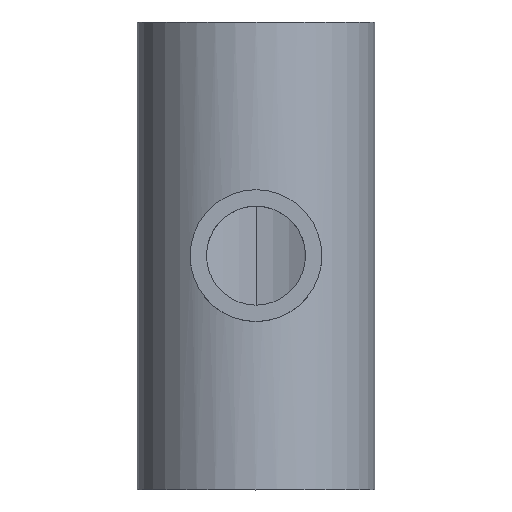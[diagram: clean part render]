
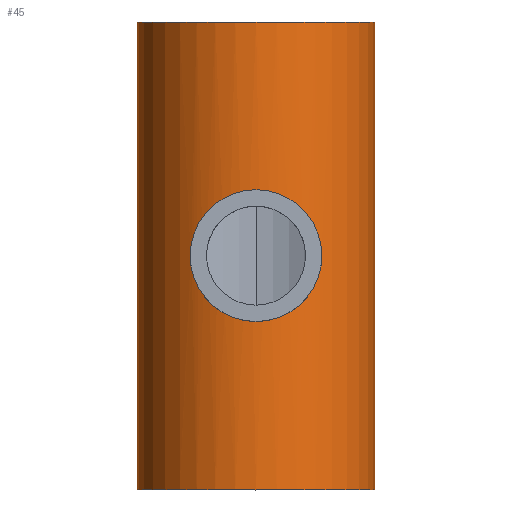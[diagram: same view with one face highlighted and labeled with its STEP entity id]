
A CAD part, top view. The second image highlights one B-rep face of the part: STEP entity #45.
In plain terms, the highlighted cylindrical face has radius 30 mm (diameter 60 mm), a partial arc.
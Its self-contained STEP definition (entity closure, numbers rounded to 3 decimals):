
#45=ADVANCED_FACE('',(#103,#104),#105,.T.);
#103=FACE_OUTER_BOUND('',#178,.T.);
#104=FACE_BOUND('',#179,.T.);
#105=CYLINDRICAL_SURFACE('',#180,30.0);
#178=EDGE_LOOP('',(#247,#248,#249,#250));
#179=EDGE_LOOP('',(#251,#252));
#180=AXIS2_PLACEMENT_3D('',#253,#254,#255);
#247=ORIENTED_EDGE('',*,*,#418,.F.);
#248=ORIENTED_EDGE('',*,*,#419,.F.);
#249=ORIENTED_EDGE('',*,*,#420,.F.);
#250=ORIENTED_EDGE('',*,*,#421,.F.);
#251=ORIENTED_EDGE('',*,*,#422,.T.);
#252=ORIENTED_EDGE('',*,*,#423,.T.);
#253=CARTESIAN_POINT('',(0.0,0.0,0.0));
#254=DIRECTION('',(0.0,-1.0,0.0));
#255=DIRECTION('',(1.0,0.0,0.0));
#418=EDGE_CURVE('',#484,#485,#486,.T.);
#419=EDGE_CURVE('',#487,#484,#488,.T.);
#420=EDGE_CURVE('',#489,#487,#490,.T.);
#421=EDGE_CURVE('',#485,#489,#491,.T.);
#422=EDGE_CURVE('',#492,#493,#494,.T.);
#423=EDGE_CURVE('',#493,#492,#495,.T.);
#484=VERTEX_POINT('',#580);
#485=VERTEX_POINT('',#581);
#486=LINE('',#582,#583);
#487=VERTEX_POINT('',#584);
#488=CIRCLE('',#585,30.0);
#489=VERTEX_POINT('',#586);
#490=LINE('',#587,#588);
#491=CIRCLE('',#589,30.0);
#492=VERTEX_POINT('',#590);
#493=VERTEX_POINT('',#591);
#494=B_SPLINE_CURVE_WITH_KNOTS('',3,(#592,#593,#594,#595,#596,#597,#598,#599,#600,#601,#602,#603,#604,#605,#606,#607,#608,#609,#610,#611,#612,#613,#614,#615,#616,#617,#618,#619,#620,#621,#622,#623,#624,#625,#626,#627,#628,#629,#630,#631,#632,#633),.UNSPECIFIED.,.F.,.F.,(4,2,2,2,2,2,2,2,2,2,2,2,2,2,2,2,2,2,2,2,4),(0.0,1.597,3.194,6.388,9.582,12.776,15.956,19.137,22.317,23.907,25.497,27.088,28.678,31.858,35.038,38.219,41.413,44.607,47.801,49.398,50.995),.UNSPECIFIED.);
#495=B_SPLINE_CURVE_WITH_KNOTS('',3,(#634,#635,#636,#637,#638,#639,#640,#641,#642,#643,#644,#645,#646,#647,#648,#649,#650,#651,#652,#653,#654,#655,#656,#657,#658,#659,#660,#661,#662,#663,#664,#665,#666,#667,#668,#669,#670,#671,#672,#673,#674,#675),.UNSPECIFIED.,.F.,.F.,(4,2,2,2,2,2,2,2,2,2,2,2,2,2,2,2,2,2,2,2,4),(50.995,52.592,54.189,57.382,60.576,63.77,66.951,70.131,73.312,74.902,76.492,78.082,79.672,82.853,86.033,89.213,92.407,95.601,98.795,100.392,101.989),.UNSPECIFIED.);
#580=CARTESIAN_POINT('',(30.0,59.0,0.0));
#581=CARTESIAN_POINT('',(30.0,-59.0,0.0));
#582=CARTESIAN_POINT('',(30.0,0.0,0.));
#583=VECTOR('',#840,1.0);
#584=CARTESIAN_POINT('',(-30.0,59.0,0.));
#585=AXIS2_PLACEMENT_3D('',#841,#842,#843);
#586=CARTESIAN_POINT('',(-30.0,-59.0,0.));
#587=CARTESIAN_POINT('',(-30.0,0.0,0.));
#588=VECTOR('',#844,1.0);
#589=AXIS2_PLACEMENT_3D('',#845,#846,#847);
#590=CARTESIAN_POINT('',(16.5,0.0,25.055));
#591=CARTESIAN_POINT('',(-16.5,0.,25.055));
#592=CARTESIAN_POINT('',(16.5,0.0,25.055));
#593=CARTESIAN_POINT('',(16.5,-0.532,25.055));
#594=CARTESIAN_POINT('',(16.474,-1.071,25.072));
#595=CARTESIAN_POINT('',(16.368,-2.152,25.141));
#596=CARTESIAN_POINT('',(16.288,-2.693,25.194));
#597=CARTESIAN_POINT('',(15.966,-4.307,25.4));
#598=CARTESIAN_POINT('',(15.641,-5.368,25.605));
#599=CARTESIAN_POINT('',(14.793,-7.39,26.104));
#600=CARTESIAN_POINT('',(14.27,-8.353,26.398));
#601=CARTESIAN_POINT('',(13.067,-10.131,27.013));
#602=CARTESIAN_POINT('',(12.389,-10.946,27.334));
#603=CARTESIAN_POINT('',(10.949,-12.386,27.942));
#604=CARTESIAN_POINT('',(10.136,-13.064,28.251));
#605=CARTESIAN_POINT('',(8.358,-14.267,28.828));
#606=CARTESIAN_POINT('',(7.392,-14.792,29.094));
#607=CARTESIAN_POINT('',(5.365,-15.642,29.535));
#608=CARTESIAN_POINT('',(4.302,-15.967,29.71));
#609=CARTESIAN_POINT('',(2.687,-16.289,29.884));
#610=CARTESIAN_POINT('',(2.146,-16.369,29.928));
#611=CARTESIAN_POINT('',(1.067,-16.474,29.986));
#612=CARTESIAN_POINT('',(0.53,-16.5,30.0));
#613=CARTESIAN_POINT('',(-0.53,-16.5,30.0));
#614=CARTESIAN_POINT('',(-1.067,-16.474,29.986));
#615=CARTESIAN_POINT('',(-2.146,-16.369,29.928));
#616=CARTESIAN_POINT('',(-2.687,-16.289,29.884));
#617=CARTESIAN_POINT('',(-4.302,-15.967,29.71));
#618=CARTESIAN_POINT('',(-5.365,-15.642,29.535));
#619=CARTESIAN_POINT('',(-7.392,-14.792,29.094));
#620=CARTESIAN_POINT('',(-8.358,-14.267,28.828));
#621=CARTESIAN_POINT('',(-10.136,-13.064,28.251));
#622=CARTESIAN_POINT('',(-10.949,-12.386,27.942));
#623=CARTESIAN_POINT('',(-12.389,-10.946,27.334));
#624=CARTESIAN_POINT('',(-13.067,-10.131,27.013));
#625=CARTESIAN_POINT('',(-14.27,-8.353,26.398));
#626=CARTESIAN_POINT('',(-14.793,-7.39,26.104));
#627=CARTESIAN_POINT('',(-15.641,-5.368,25.605));
#628=CARTESIAN_POINT('',(-15.966,-4.307,25.4));
#629=CARTESIAN_POINT('',(-16.288,-2.693,25.194));
#630=CARTESIAN_POINT('',(-16.368,-2.152,25.141));
#631=CARTESIAN_POINT('',(-16.474,-1.071,25.072));
#632=CARTESIAN_POINT('',(-16.5,-0.532,25.055));
#633=CARTESIAN_POINT('',(-16.5,0.,25.055));
#634=CARTESIAN_POINT('',(-16.5,0.,25.055));
#635=CARTESIAN_POINT('',(-16.5,0.532,25.055));
#636=CARTESIAN_POINT('',(-16.474,1.071,25.072));
#637=CARTESIAN_POINT('',(-16.368,2.152,25.141));
#638=CARTESIAN_POINT('',(-16.288,2.693,25.194));
#639=CARTESIAN_POINT('',(-15.966,4.307,25.4));
#640=CARTESIAN_POINT('',(-15.641,5.368,25.605));
#641=CARTESIAN_POINT('',(-14.793,7.39,26.104));
#642=CARTESIAN_POINT('',(-14.27,8.353,26.398));
#643=CARTESIAN_POINT('',(-13.067,10.131,27.013));
#644=CARTESIAN_POINT('',(-12.389,10.946,27.334));
#645=CARTESIAN_POINT('',(-10.949,12.386,27.942));
#646=CARTESIAN_POINT('',(-10.136,13.064,28.251));
#647=CARTESIAN_POINT('',(-8.358,14.267,28.828));
#648=CARTESIAN_POINT('',(-7.392,14.792,29.094));
#649=CARTESIAN_POINT('',(-5.365,15.642,29.535));
#650=CARTESIAN_POINT('',(-4.302,15.967,29.71));
#651=CARTESIAN_POINT('',(-2.687,16.289,29.884));
#652=CARTESIAN_POINT('',(-2.146,16.369,29.928));
#653=CARTESIAN_POINT('',(-1.067,16.474,29.986));
#654=CARTESIAN_POINT('',(-0.53,16.5,30.0));
#655=CARTESIAN_POINT('',(0.53,16.5,30.0));
#656=CARTESIAN_POINT('',(1.067,16.474,29.986));
#657=CARTESIAN_POINT('',(2.146,16.369,29.928));
#658=CARTESIAN_POINT('',(2.687,16.289,29.884));
#659=CARTESIAN_POINT('',(4.302,15.967,29.71));
#660=CARTESIAN_POINT('',(5.365,15.642,29.535));
#661=CARTESIAN_POINT('',(7.392,14.792,29.094));
#662=CARTESIAN_POINT('',(8.358,14.267,28.828));
#663=CARTESIAN_POINT('',(10.136,13.064,28.251));
#664=CARTESIAN_POINT('',(10.949,12.386,27.942));
#665=CARTESIAN_POINT('',(12.389,10.946,27.334));
#666=CARTESIAN_POINT('',(13.067,10.131,27.013));
#667=CARTESIAN_POINT('',(14.27,8.353,26.398));
#668=CARTESIAN_POINT('',(14.793,7.39,26.104));
#669=CARTESIAN_POINT('',(15.641,5.368,25.605));
#670=CARTESIAN_POINT('',(15.966,4.307,25.4));
#671=CARTESIAN_POINT('',(16.288,2.693,25.194));
#672=CARTESIAN_POINT('',(16.368,2.152,25.141));
#673=CARTESIAN_POINT('',(16.474,1.071,25.072));
#674=CARTESIAN_POINT('',(16.5,0.532,25.055));
#675=CARTESIAN_POINT('',(16.5,0.0,25.055));
#840=DIRECTION('',(0.0,-1.0,0.0));
#841=CARTESIAN_POINT('',(0.0,59.0,0.0));
#842=DIRECTION('',(-0.0,1.0,0.0));
#843=DIRECTION('',(1.0,0.0,0.0));
#844=DIRECTION('',(-0.0,1.0,-0.0));
#845=CARTESIAN_POINT('',(0.0,-59.0,0.0));
#846=DIRECTION('',(0.0,-1.0,0.0));
#847=DIRECTION('',(1.0,0.0,0.0));
